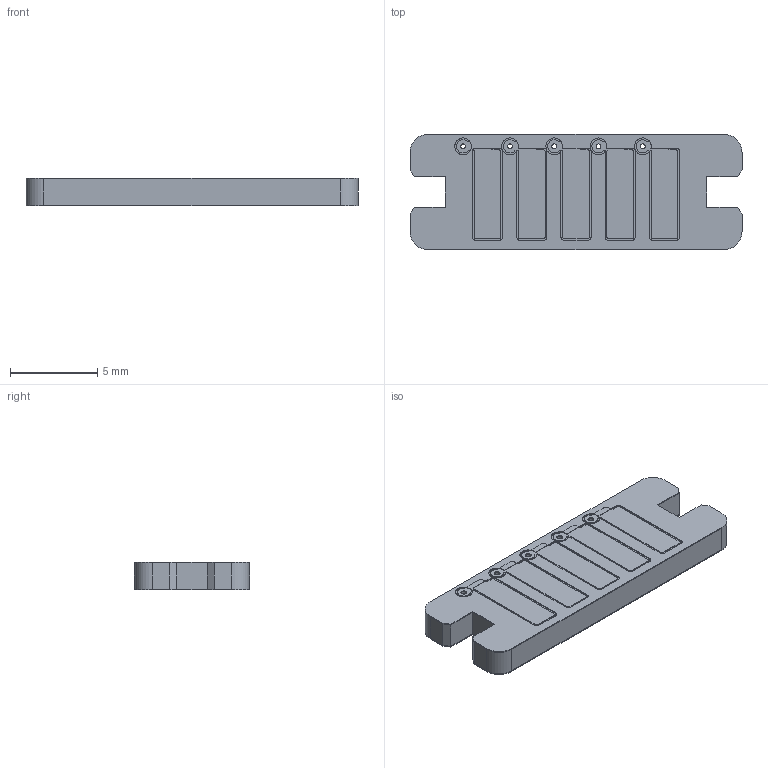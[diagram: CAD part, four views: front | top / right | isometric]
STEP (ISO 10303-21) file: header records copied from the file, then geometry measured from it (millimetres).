
FILE_DESCRIPTION(/* description */ (''),/* implementation_level */ '2;1');
FILE_NAME(/* name */ 'Ocreeb MK2 _5_pin_landing.step',/* time_stamp */ '2024-01-21T22:00:33-05:00',/* author */ (''),/* organization */ (''),/* preprocessor_version */ 'ST-DEVELOPER v20',/* originating_system */ 'Autodesk Translation Framework v12.14.0.127',/* authorisation */ '');
FILE_SCHEMA (('AUTOMOTIVE_DESIGN { 1 0 10303 214 3 1 1 }'));
Length unit declared in the file: millimetre
Products named in the file (6): Ocreeb MK2 _5_pin_landing; Board; 1-copper; 16-copper; 1-soldermask; 16-soldermask
Assembly tree (5 placements, depth 2):
  Ocreeb MK2 _5_pin_landing
    Board
    1-copper
    16-copper
    1-soldermask
    16-soldermask
Bounding box: 19.05 x 6.6 x 1.6 mm (x, y, z)
Volume: 186 mm3; surface area: 810.3 mm2
Topology: 18 solids, 18 shells, 1213 faces, 3531 edges, 2354 vertices
Faces by surface type: plane 1146, cylinder 67
Full cylindrical faces by diameter (mm): 0.28 x15, 0.35 x10
Entity records: 39676 total; most frequent: CARTESIAN_POINT 7110, ORIENTED_EDGE 7062, DIRECTION 6115, EDGE_CURVE 3531, LINE 3397, VECTOR 3397, VERTEX_POINT 2354, AXIS2_PLACEMENT_3D 1359
